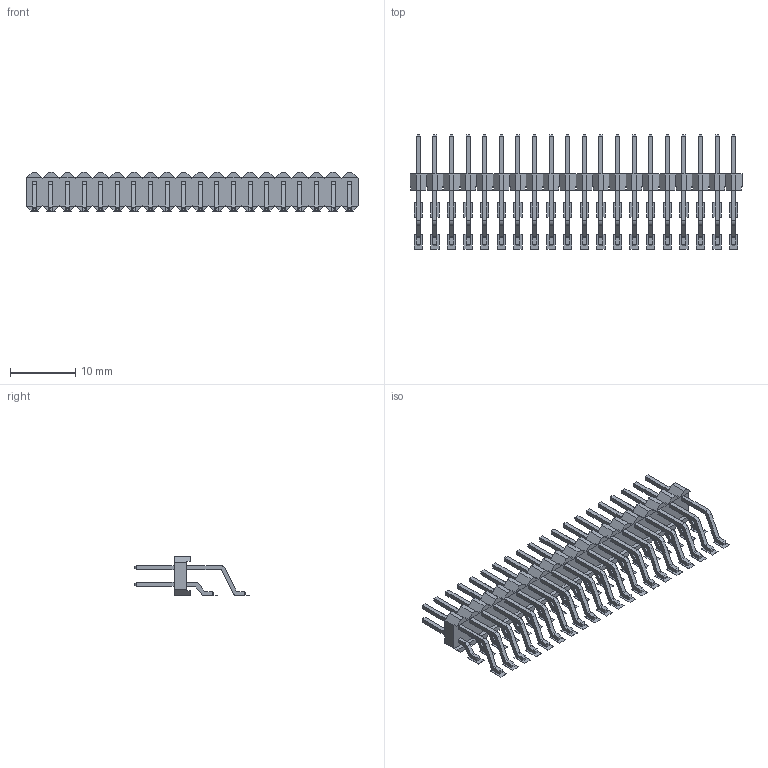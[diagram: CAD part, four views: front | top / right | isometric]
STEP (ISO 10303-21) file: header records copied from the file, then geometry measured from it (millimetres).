
FILE_DESCRIPTION(/* description */ (''),/* implementation_level */ '2;1');
FILE_NAME(/* name */ '080-1690-000_2.stp',/* time_stamp */ '2023-11-01T20:46:21+03:00',/* author */ (''),/* organization */ (''),/* preprocessor_version */ 'ST-DEVELOPER v16.7',/* originating_system */ 'SIEMENS PLM Software NX 12.0',/* authorisation */ '');
FILE_SCHEMA (('AUTOMOTIVE_DESIGN { 1 0 10303 214 3 1 1 1 }'));
Length unit declared in the file: millimetre
Products named in the file (1): 080-1690-000_2
Bounding box: 50.8 x 17.5 x 6.1 mm (x, y, z)
Volume: 783.2 mm3; surface area: 2537.4 mm2
Topology: 1 solids, 1 shells, 1444 faces, 3726 edges, 2404 vertices
Faces by surface type: plane 1284, cylinder 160
Entity records: 52026 total; most frequent: CARTESIAN_POINT 7575, ORIENTED_EDGE 7452, DIRECTION 6936, EDGE_CURVE 3726, LINE 3406, VECTOR 3406, VERTEX_POINT 2404, AXIS2_PLACEMENT_3D 1765
